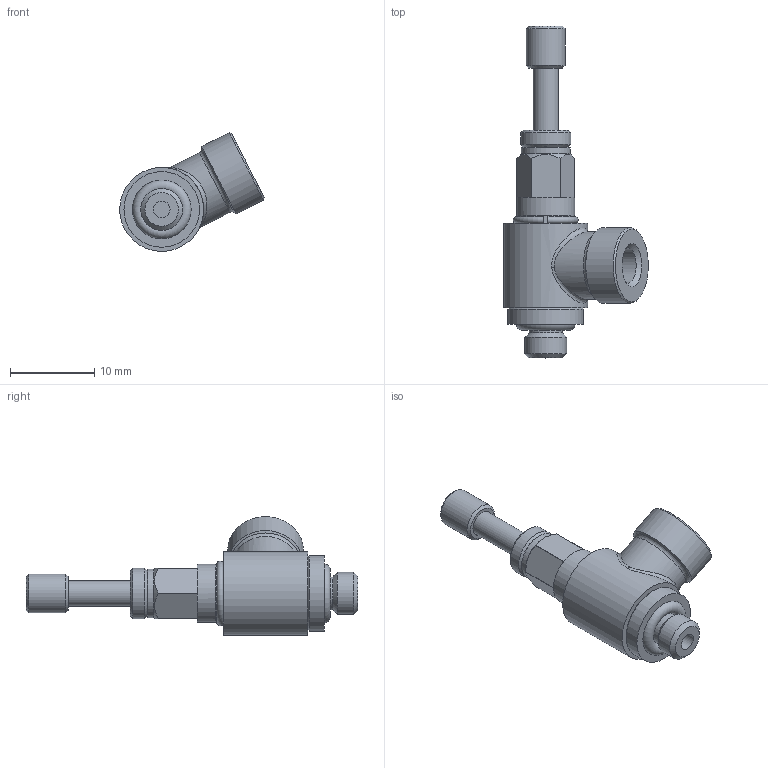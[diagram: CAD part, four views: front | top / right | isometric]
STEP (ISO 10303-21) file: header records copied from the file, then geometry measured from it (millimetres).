
FILE_DESCRIPTION((''),'2;1');
FILE_NAME('MB41M5M5RAB.stp','2022-08-09T09:11:18',('RL'),(''),'Autodesk Inventor 2012','Autodesk Inventor 2012','');
FILE_SCHEMA(('AUTOMOTIVE_DESIGN { 1 0 10303 214 1 1 1 1 }'));
Length unit declared in the file: millimetre
Products named in the file (1): MB41M5M5RAB
Bounding box: 17.19 x 39.5 x 14.13 mm (x, y, z)
Volume: 1754.2 mm3; surface area: 1398.2 mm2
Topology: 1 solids, 1 shells, 62 faces, 138 edges, 88 vertices
Faces by surface type: plane 26, cylinder 16, cone 14, torus 4, bspline 2
Full cylindrical faces by diameter (mm): 2 x1, 2.5 x1, 3 x1, 3.9 x1, 4.2 x1, 4.6 x1, 5 x1, 5.8 x1, 6 x1, 6.3 x1, 6.9 x1, 8 x1, 9 x2, 10 x1
Entity records: 2675 total; most frequent: CARTESIAN_POINT 1437, DIRECTION 262, ORIENTED_EDGE 198, AXIS2_PLACEMENT_3D 121, EDGE_LOOP 106, EDGE_CURVE 99, VERTEX_POINT 81, FACE_OUTER_BOUND 62
